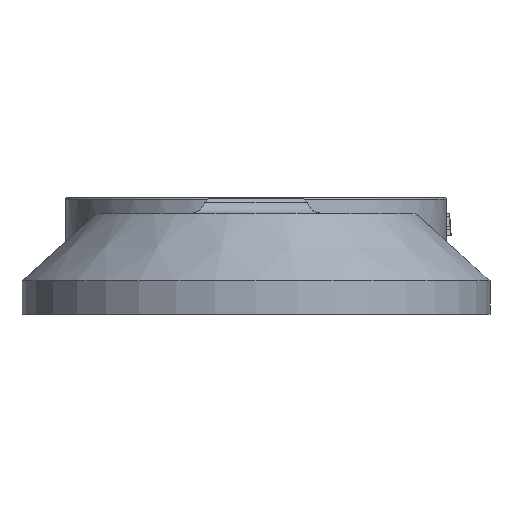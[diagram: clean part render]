
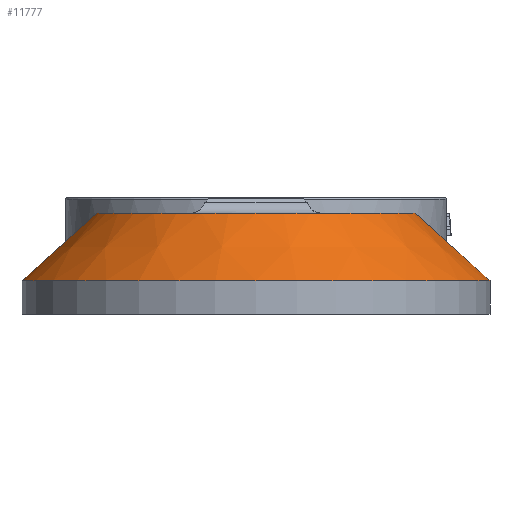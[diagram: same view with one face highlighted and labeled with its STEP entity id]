
A CAD part, front view. The second image highlights one B-rep face of the part: STEP entity #11777.
In plain terms, the highlighted conical face has half-angle 48.013 degrees and reference radius 53.5 mm.
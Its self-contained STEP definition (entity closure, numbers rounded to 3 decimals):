
#656=CONICAL_SURFACE('',#12269,53.5,0.838);
#1268=FACE_OUTER_BOUND('',#1972,.T.);
#1972=EDGE_LOOP('',(#10907,#10908,#10909,#10910));
#2135=CIRCLE('',#12248,43.5);
#2143=CIRCLE('',#12268,64.);
#3717=LINE('',#28851,#4614);
#4614=VECTOR('',#14043,53.5);
#5764=VERTEX_POINT('',#28793);
#5779=VERTEX_POINT('',#28847);
#7471=EDGE_CURVE('',#5764,#5764,#2135,.T.);
#7500=EDGE_CURVE('',#5779,#5779,#2143,.F.);
#7502=EDGE_CURVE('',#5764,#5779,#3717,.T.);
#10907=ORIENTED_EDGE('',*,*,#7471,.T.);
#10908=ORIENTED_EDGE('',*,*,#7502,.T.);
#10909=ORIENTED_EDGE('',*,*,#7500,.T.);
#10910=ORIENTED_EDGE('',*,*,#7502,.F.);
#11777=ADVANCED_FACE('',(#1268),#656,.T.);
#12248=AXIS2_PLACEMENT_3D('',#28794,#13979,#13980);
#12268=AXIS2_PLACEMENT_3D('',#28848,#14038,#14039);
#12269=AXIS2_PLACEMENT_3D('',#28850,#14041,#14042);
#13979=DIRECTION('center_axis',(0.,0.,-1.));
#13980=DIRECTION('ref_axis',(1.,0.,0.));
#14038=DIRECTION('center_axis',(0.,0.,-1.));
#14039=DIRECTION('ref_axis',(1.,0.,0.));
#14041=DIRECTION('center_axis',(0.,0.,-1.));
#14042=DIRECTION('ref_axis',(1.,0.,0.));
#14043=DIRECTION('',(-0.743,0.,-0.669));
#28793=CARTESIAN_POINT('',(-173.5,-120.,21.));
#28794=CARTESIAN_POINT('Origin',(-130.,-120.,21.));
#28847=CARTESIAN_POINT('',(-194.,-120.,2.55));
#28848=CARTESIAN_POINT('Origin',(-130.,-120.,2.55));
#28850=CARTESIAN_POINT('Origin',(-130.,-120.,12.));
#28851=CARTESIAN_POINT('',(-183.5,-120.,12.));
